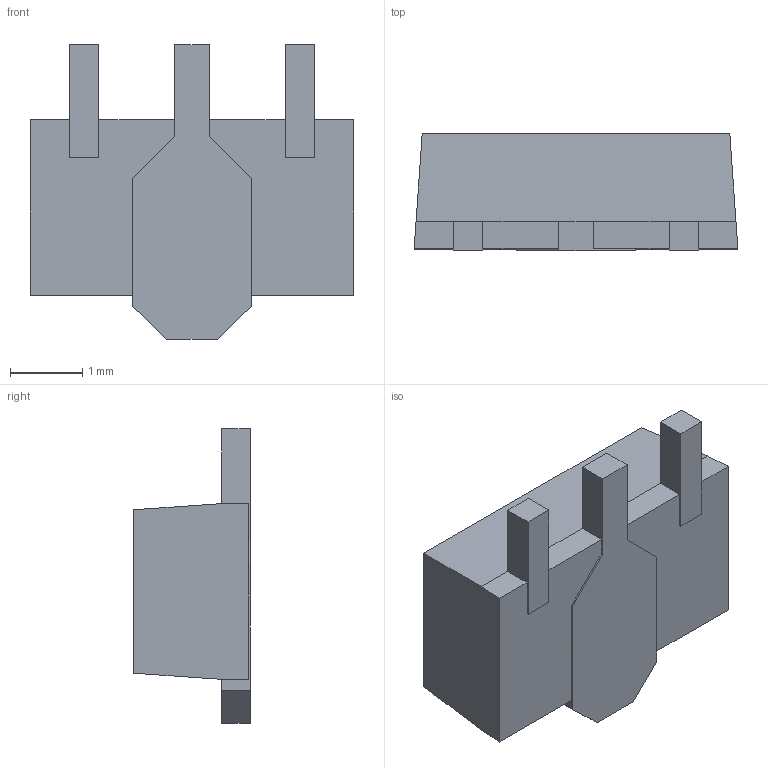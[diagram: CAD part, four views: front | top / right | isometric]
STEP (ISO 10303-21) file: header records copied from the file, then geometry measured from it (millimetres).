
FILE_DESCRIPTION (( 'STEP AP214' ), '1' );
FILE_NAME ('DF782_STEP.STEP', '2024-12-06T09:04:24', ( '' ), ( '' ), 'SwSTEP 2.0', 'SolidWorks 2023', '' );
FILE_SCHEMA (( 'AUTOMOTIVE_DESIGN' ));
Length unit declared in the file: millimetre
Products named in the file (1): DF782_STEP
Bounding box: 4.5 x 1.62 x 4.09 mm (x, y, z)
Volume: 17.6 mm3; surface area: 49.6 mm2
Topology: 1 solids, 1 shells, 159 faces, 424 edges, 280 vertices
Faces by surface type: plane 103, bspline 56
Entity records: 7665 total; most frequent: CARTESIAN_POINT 4064, ORIENTED_EDGE 848, DIRECTION 520, EDGE_CURVE 424, LINE 312, VECTOR 312, VERTEX_POINT 280, EDGE_LOOP 172
